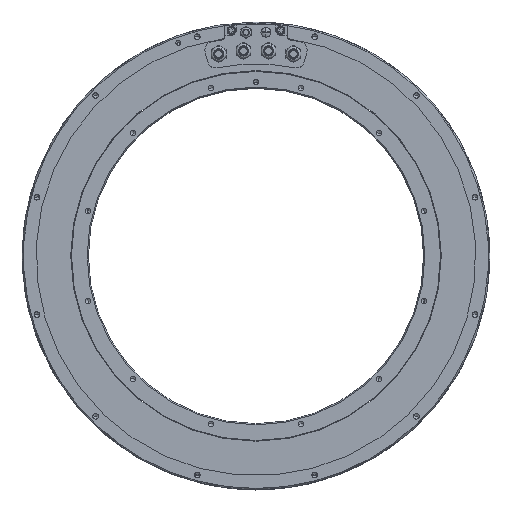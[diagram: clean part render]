
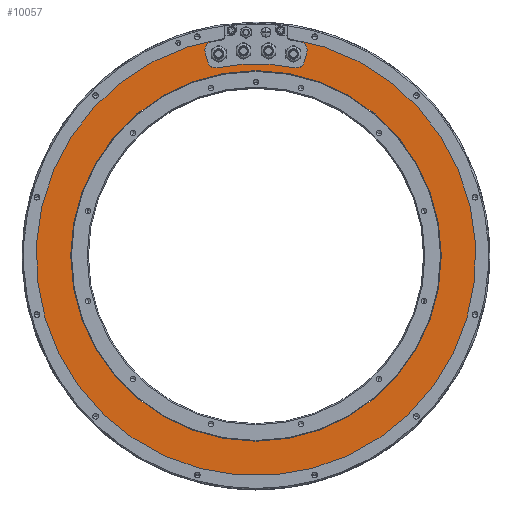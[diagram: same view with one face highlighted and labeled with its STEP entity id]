
A CAD part, top view. The second image highlights one B-rep face of the part: STEP entity #10057.
In plain terms, the highlighted planar face has unit normal (0, 0, 1).
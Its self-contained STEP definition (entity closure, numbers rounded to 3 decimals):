
#2746=CARTESIAN_POINT('',(0.,0.,-0.15));
#2747=DIRECTION('',(0.,0.,1.));
#2748=DIRECTION('',(-1.,0.,0.));
#2749=AXIS2_PLACEMENT_3D('',#2746,#2747,#2748);
#2760=CARTESIAN_POINT('',(0.,0.,-0.15));
#2761=DIRECTION('',(0.,0.,1.));
#2762=DIRECTION('',(1.,0.,0.));
#2763=AXIS2_PLACEMENT_3D('',#2760,#2761,#2762);
#2765=CARTESIAN_POINT('',(-42.5,265.621,-0.15));
#2766=DIRECTION('',(0.,0.,1.));
#2767=DIRECTION('',(0.158,-0.987,0.));
#2768=AXIS2_PLACEMENT_3D('',#2765,#2766,#2767);
#2770=CARTESIAN_POINT('',(0.,0.,-0.15));
#2771=DIRECTION('',(0.,0.,1.));
#2772=DIRECTION('',(-0.158,0.987,0.));
#2773=AXIS2_PLACEMENT_3D('',#2770,#2771,#2772);
#2775=CARTESIAN_POINT('',(-51.698,248.683,
-0.15));
#2776=DIRECTION('',(0.,0.,-1.));
#2777=DIRECTION('',(-0.97,-0.242,0.));
#2778=AXIS2_PLACEMENT_3D('',#2775,#2776,#2777);
#2780=DIRECTION('',(0.242,-0.97,0.));
#2781=VECTOR('',#2780,12.01);
#2782=CARTESIAN_POINT('',(-61.401,246.264,
-0.15));
#2783=LINE('',#2782,#2781);
#2784=CARTESIAN_POINT('',(-48.792,237.03,
-0.15));
#2785=DIRECTION('',(0.,0.,-1.));
#2786=DIRECTION('',(0.202,-0.979,0.));
#2787=AXIS2_PLACEMENT_3D('',#2784,#2785,#2786);
#2789=CARTESIAN_POINT('',(0.,0.,-0.15));
#2790=DIRECTION('',(0.,0.,1.));
#2791=DIRECTION('',(0.202,0.979,0.));
#2792=AXIS2_PLACEMENT_3D('',#2789,#2790,#2791);
#2794=CARTESIAN_POINT('',(48.792,237.03,
-0.15));
#2795=DIRECTION('',(0.,0.,-1.));
#2796=DIRECTION('',(0.97,-0.242,0.));
#2797=AXIS2_PLACEMENT_3D('',#2794,#2795,#2796);
#2799=DIRECTION('',(0.242,0.97,0.));
#2800=VECTOR('',#2799,12.01);
#2801=CARTESIAN_POINT('',(58.495,234.611,
-0.15));
#2802=LINE('',#2801,#2800);
#2803=CARTESIAN_POINT('',(51.698,248.683,
-0.15));
#2804=DIRECTION('',(0.,0.,-1.));
#2805=DIRECTION('',(0.204,0.979,0.));
#2806=AXIS2_PLACEMENT_3D('',#2803,#2804,#2805);
#2808=CARTESIAN_POINT('',(0.,0.,-0.15));
#2809=DIRECTION('',(0.,0.,1.));
#2810=DIRECTION('',(0.204,0.979,0.));
#2811=AXIS2_PLACEMENT_3D('',#2808,#2809,#2810);
#2813=CARTESIAN_POINT('',(42.5,265.621,-0.15));
#2814=DIRECTION('',(0.,0.,1.));
#2815=DIRECTION('',(-0.812,-0.584,0.));
#2816=AXIS2_PLACEMENT_3D('',#2813,#2814,#2815);
#2877=CARTESIAN_POINT('',(0.,0.,-0.15));
#2878=DIRECTION('',(0.,0.,1.));
#2879=DIRECTION('',(-0.145,0.989,0.));
#2880=AXIS2_PLACEMENT_3D('',#2877,#2878,#2879);
#5253=CARTESIAN_POINT('',(-223.75,0.,-0.15));
#5254=CARTESIAN_POINT('',(223.75,0.,-0.15));
#5255=VERTEX_POINT('',#5253);
#5256=VERTEX_POINT('',#5254);
#5333=CARTESIAN_POINT('',(46.776,227.236,
-0.15));
#5334=CARTESIAN_POINT('',(-46.776,227.236,
-0.15));
#5335=VERTEX_POINT('',#5333);
#5336=VERTEX_POINT('',#5334);
#5337=CARTESIAN_POINT('',(58.495,234.611,
-0.15));
#5338=CARTESIAN_POINT('',(61.401,246.264,
-0.15));
#5339=VERTEX_POINT('',#5337);
#5340=VERTEX_POINT('',#5338);
#5341=CARTESIAN_POINT('',(-61.401,246.264,
-0.15));
#5342=CARTESIAN_POINT('',(-58.495,234.611,
-0.15));
#5343=VERTEX_POINT('',#5341);
#5344=VERTEX_POINT('',#5342);
#5345=CARTESIAN_POINT('',(-53.733,258.474,
-0.15));
#5346=VERTEX_POINT('',#5345);
#5347=CARTESIAN_POINT('',(53.733,258.474,
-0.15));
#5348=VERTEX_POINT('',#5347);
#6021=CARTESIAN_POINT('',(38.441,262.702,
-0.15));
#6023=VERTEX_POINT('',#6021);
#6025=CARTESIAN_POINT('',(-38.441,262.702,
-0.15));
#6027=VERTEX_POINT('',#6025);
#6029=CARTESIAN_POINT('',(-41.71,260.684,
-0.15));
#6030=VERTEX_POINT('',#6029);
#6031=CARTESIAN_POINT('',(41.71,260.684,
-0.15));
#6032=VERTEX_POINT('',#6031);
#10022=CARTESIAN_POINT('',(0.,0.,-0.15));
#10023=DIRECTION('',(0.,0.,1.));
#10024=DIRECTION('',(1.,0.,0.));
#10025=AXIS2_PLACEMENT_3D('',#10022,#10023,#10024);
#10026=PLANE('',#10025);
#10028=ORIENTED_EDGE('',*,*,#10027,.F.);
#10030=ORIENTED_EDGE('',*,*,#10029,.T.);
#10032=ORIENTED_EDGE('',*,*,#10031,.F.);
#10034=ORIENTED_EDGE('',*,*,#10033,.T.);
#10036=ORIENTED_EDGE('',*,*,#10035,.F.);
#10038=ORIENTED_EDGE('',*,*,#10037,.F.);
#10040=ORIENTED_EDGE('',*,*,#10039,.F.);
#10042=ORIENTED_EDGE('',*,*,#10041,.T.);
#10044=ORIENTED_EDGE('',*,*,#10043,.F.);
#10046=ORIENTED_EDGE('',*,*,#10045,.T.);
#10048=ORIENTED_EDGE('',*,*,#10047,.F.);
#10050=ORIENTED_EDGE('',*,*,#10049,.F.);
#10051=EDGE_LOOP('',(#10028,#10030,#10032,#10034,#10036,#10038,#10040,#10042,
#10044,#10046,#10048,#10050));
#10052=FACE_OUTER_BOUND('',#10051,.F.);
#10053=ORIENTED_EDGE('',*,*,#10002,.T.);
#10054=ORIENTED_EDGE('',*,*,#10016,.T.);
#10055=EDGE_LOOP('',(#10053,#10054));
#10056=FACE_BOUND('',#10055,.F.);
#2750=CIRCLE('',#2749,223.75);
#2764=CIRCLE('',#2763,223.75);
#2769=CIRCLE('',#2768,5.);
#2774=CIRCLE('',#2773,264.);
#2779=CIRCLE('',#2778,10.);
#2788=CIRCLE('',#2787,10.);
#2793=CIRCLE('',#2792,232.);
#2798=CIRCLE('',#2797,10.);
#2807=CIRCLE('',#2806,10.);
#2812=CIRCLE('',#2811,264.);
#2817=CIRCLE('',#2816,5.);
#2881=CIRCLE('',#2880,265.5);
#10002=EDGE_CURVE('',#5255,#5256,#2750,.T.);
#10016=EDGE_CURVE('',#5256,#5255,#2764,.T.);
#10027=EDGE_CURVE('',#6030,#6027,#2769,.T.);
#10029=EDGE_CURVE('',#6030,#5346,#2774,.T.);
#10031=EDGE_CURVE('',#5343,#5346,#2779,.T.);
#10033=EDGE_CURVE('',#5343,#5344,#2783,.T.);
#10035=EDGE_CURVE('',#5336,#5344,#2788,.T.);
#10037=EDGE_CURVE('',#5335,#5336,#2793,.T.);
#10039=EDGE_CURVE('',#5339,#5335,#2798,.T.);
#10041=EDGE_CURVE('',#5339,#5340,#2802,.T.);
#10043=EDGE_CURVE('',#5348,#5340,#2807,.T.);
#10045=EDGE_CURVE('',#5348,#6032,#2812,.T.);
#10047=EDGE_CURVE('',#6023,#6032,#2817,.T.);
#10049=EDGE_CURVE('',#6027,#6023,#2881,.T.);
#10057=ADVANCED_FACE('',(#10052,#10056),#10026,.T.);
